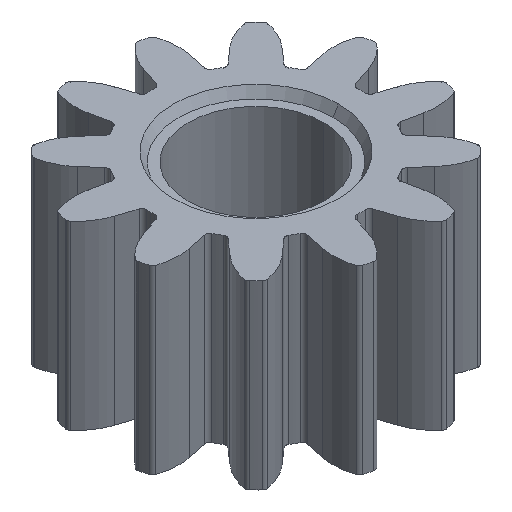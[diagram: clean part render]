
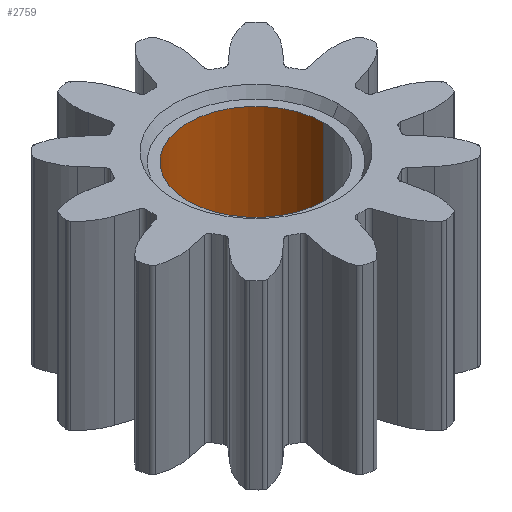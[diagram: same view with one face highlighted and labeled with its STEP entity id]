
A CAD part, isometric view. The second image highlights one B-rep face of the part: STEP entity #2759.
In plain terms, the highlighted cylindrical face has radius 1.5 mm (diameter 3 mm), a partial arc.
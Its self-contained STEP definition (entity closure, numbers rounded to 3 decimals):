
#6 = AXIS2_PLACEMENT_3D ( 'NONE', #1448, #1449, #1450 ) ;
#26 = FACE_OUTER_BOUND ( 'NONE', #2171, .T. ) ;
#31 = CYLINDRICAL_SURFACE ( 'NONE', #6, 1.5 ) ;
#105 = ORIENTED_EDGE ( 'NONE', *, *, #2465, .F. ) ;
#106 = ORIENTED_EDGE ( 'NONE', *, *, #2468, .T. ) ;
#107 = ORIENTED_EDGE ( 'NONE', *, *, #2469, .T. ) ;
#304 = VERTEX_POINT ( 'NONE', #817 ) ;
#305 = VERTEX_POINT ( 'NONE', #818 ) ;
#306 = VERTEX_POINT ( 'NONE', #819 ) ;
#307 = VERTEX_POINT ( 'NONE', #820 ) ;
#817 = CARTESIAN_POINT ( 'NONE',  ( 1.5, 0., 0.2 ) ) ;
#818 = CARTESIAN_POINT ( 'NONE',  ( -1.5, 0., 0.2 ) ) ;
#819 = CARTESIAN_POINT ( 'NONE',  ( -1.5, 0., 3.8 ) ) ;
#820 = CARTESIAN_POINT ( 'NONE',  ( 1.5, 0., 3.8 ) ) ;
#1448 = CARTESIAN_POINT ( 'NONE',  ( 0., 0., 0. ) ) ;
#1449 = DIRECTION ( 'NONE',  ( 0., 0., 1. ) ) ;
#1450 = DIRECTION ( 'NONE',  ( 1., 0., 0. ) ) ;
#2171 = EDGE_LOOP ( 'NONE', ( #105, #107, #106, #3067 ) ) ;
#2423 = EDGE_CURVE ( 'NONE', #307, #306, #2851, .T. ) ;
#2465 = EDGE_CURVE ( 'NONE', #305, #306, #4213, .T. ) ;
#2468 = EDGE_CURVE ( 'NONE', #304, #307, #4222, .T. ) ;
#2469 = EDGE_CURVE ( 'NONE', #305, #304, #2871, .T. ) ;
#2759 = ADVANCED_FACE ( 'NONE', ( #26 ), #31, .F. ) ;
#2851 = CIRCLE ( 'NONE', #3226, 1.5 ) ;
#2871 = CIRCLE ( 'NONE', #3318, 1.5 ) ;
#3067 = ORIENTED_EDGE ( 'NONE', *, *, #2423, .T. ) ;
#3226 = AXIS2_PLACEMENT_3D ( 'NONE', #4082, #4083, #4084 ) ;
#3318 = AXIS2_PLACEMENT_3D ( 'NONE', #4221, #4225, #4226 ) ;
#3613 = VECTOR ( 'NONE', #4215, 1000. ) ;
#3641 = VECTOR ( 'NONE', #4224, 1000. ) ;
#4082 = CARTESIAN_POINT ( 'NONE',  ( 0., 0., 3.8 ) ) ;
#4083 = DIRECTION ( 'NONE',  ( 0., 0., 1. ) ) ;
#4084 = DIRECTION ( 'NONE',  ( 1., 0., 0. ) ) ;
#4213 = LINE ( 'NONE', #4214, #3613 ) ;
#4214 = CARTESIAN_POINT ( 'NONE',  ( -1.5, 0., 0. ) ) ;
#4215 = DIRECTION ( 'NONE',  ( 0., 0., 1. ) ) ;
#4221 = CARTESIAN_POINT ( 'NONE',  ( 0., 0., 0.2 ) ) ;
#4222 = LINE ( 'NONE', #4223, #3641 ) ;
#4223 = CARTESIAN_POINT ( 'NONE',  ( 1.5, 0., 0. ) ) ;
#4224 = DIRECTION ( 'NONE',  ( 0., 0., 1. ) ) ;
#4225 = DIRECTION ( 'NONE',  ( 0., 0., -1. ) ) ;
#4226 = DIRECTION ( 'NONE',  ( -1., 0., 0. ) ) ;
